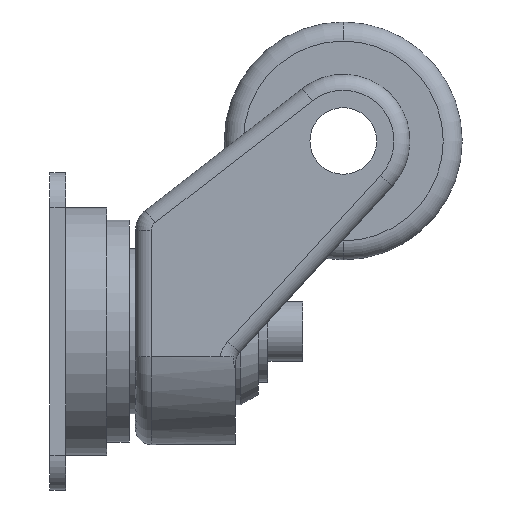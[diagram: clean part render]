
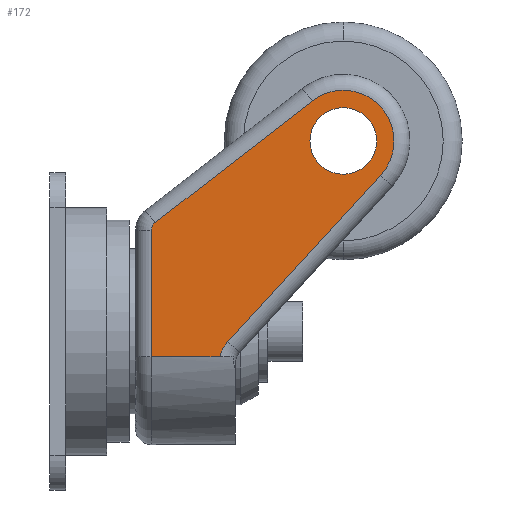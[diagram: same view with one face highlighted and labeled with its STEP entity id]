
A CAD part, left-side view. The second image highlights one B-rep face of the part: STEP entity #172.
In plain terms, the highlighted planar face has unit normal (-1, 0, 0).
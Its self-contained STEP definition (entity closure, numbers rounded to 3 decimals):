
#78 = EDGE_CURVE ( 'NONE', #100, #96, #443, .T. ) ;
#96 = VERTEX_POINT ( 'NONE', #529 ) ;
#100 = VERTEX_POINT ( 'NONE', #497 ) ;
#150 = EDGE_CURVE ( 'NONE', #2478, #2463, #614, .T. ) ;
#160 = ORIENTED_EDGE ( 'NONE', *, *, #150, .T. ) ;
#164 = EDGE_LOOP ( 'NONE', ( #2668, #165, #2674, #2703, #200, #2707, #2679 ) ) ;
#165 = ORIENTED_EDGE ( 'NONE', *, *, #2694, .T. ) ;
#168 = ORIENTED_EDGE ( 'NONE', *, *, #2476, .T. ) ;
#170 = EDGE_LOOP ( 'NONE', ( #160, #168 ) ) ;
#172 = ADVANCED_FACE ( 'NONE', ( #613, #637 ), #636, .F. ) ;
#200 = ORIENTED_EDGE ( 'NONE', *, *, #2725, .T. ) ;
#443 = LINE ( 'NONE', #496, #495 ) ;
#494 = DIRECTION ( 'NONE',  ( 0., 1., 0. ) ) ;
#495 = VECTOR ( 'NONE', #494, 1000. ) ;
#496 = CARTESIAN_POINT ( 'NONE',  ( -36.95, -58.5, -8. ) ) ;
#497 = CARTESIAN_POINT ( 'NONE',  ( -36.95, -53.692, -8. ) ) ;
#529 = CARTESIAN_POINT ( 'NONE',  ( -36.95, -32., -8. ) ) ;
#561 = AXIS2_PLACEMENT_3D ( 'NONE', #653, #624, #623 ) ;
#599 = DIRECTION ( 'NONE',  ( 0., 0., -1. ) ) ;
#600 = DIRECTION ( 'NONE',  ( 1., 0., 0. ) ) ;
#602 = AXIS2_PLACEMENT_3D ( 'NONE', #618, #600, #599 ) ;
#613 = FACE_BOUND ( 'NONE', #170, .T. ) ;
#614 = CIRCLE ( 'NONE', #602, 10.5 ) ;
#618 = CARTESIAN_POINT ( 'NONE',  ( -36.95, -92.5, 60. ) ) ;
#623 = DIRECTION ( 'NONE',  ( 0., 0., -1. ) ) ;
#624 = DIRECTION ( 'NONE',  ( 1., 0., 0. ) ) ;
#636 = PLANE ( 'NONE',  #561 ) ;
#637 = FACE_OUTER_BOUND ( 'NONE', #164, .T. ) ;
#653 = CARTESIAN_POINT ( 'NONE',  ( -36.95, -92.5, 60. ) ) ;
#1241 = CIRCLE ( 'NONE', #1288, 10.5 ) ;
#1264 = CARTESIAN_POINT ( 'NONE',  ( -36.95, -92.5, 70.5 ) ) ;
#1276 = DIRECTION ( 'NONE',  ( 0., 0., -1. ) ) ;
#1277 = DIRECTION ( 'NONE',  ( 1., 0., 0. ) ) ;
#1285 = CARTESIAN_POINT ( 'NONE',  ( -36.95, -92.5, 60. ) ) ;
#1288 = AXIS2_PLACEMENT_3D ( 'NONE', #1285, #1277, #1276 ) ;
#1444 = CARTESIAN_POINT ( 'NONE',  ( -36.95, -92.5, 49.5 ) ) ;
#1674 = CARTESIAN_POINT ( 'NONE',  ( -36.95, -56.139, -3.181 ) ) ;
#1705 = DIRECTION ( 'NONE',  ( 0., -0.677, 0.736 ) ) ;
#1706 = VECTOR ( 'NONE', #1705, 1000. ) ;
#1707 = CARTESIAN_POINT ( 'NONE',  ( -36.95, -104.278, 49.17 ) ) ;
#1708 = LINE ( 'NONE', #1707, #1706 ) ;
#1725 = AXIS2_PLACEMENT_3D ( 'NONE', #1731, #1730, #1729 ) ;
#1729 = DIRECTION ( 'NONE',  ( 0., 0., -1. ) ) ;
#1730 = DIRECTION ( 'NONE',  ( 1., 0., 0. ) ) ;
#1731 = CARTESIAN_POINT ( 'NONE',  ( -36.95, -63.5, -9.949 ) ) ;
#1735 = CIRCLE ( 'NONE', #1725, 10. ) ;
#1748 = CARTESIAN_POINT ( 'NONE',  ( -36.95, -33.159, 34.154 ) ) ;
#1767 = DIRECTION ( 'NONE',  ( 0., 0., -1. ) ) ;
#1768 = DIRECTION ( 'NONE',  ( -1., 0., 0. ) ) ;
#1769 = CARTESIAN_POINT ( 'NONE',  ( -36.95, -35., 31.785 ) ) ;
#1771 = CARTESIAN_POINT ( 'NONE',  ( -36.95, -32., 60. ) ) ;
#1772 = LINE ( 'NONE', #1771, #1825 ) ;
#1776 = AXIS2_PLACEMENT_3D ( 'NONE', #1769, #1768, #1767 ) ;
#1778 = CIRCLE ( 'NONE', #1776, 3. ) ;
#1784 = CARTESIAN_POINT ( 'NONE',  ( -36.95, -104.278, 49.17 ) ) ;
#1785 = DIRECTION ( 'NONE',  ( 0., 0., -1. ) ) ;
#1786 = DIRECTION ( 'NONE',  ( -1., 0., 0. ) ) ;
#1787 = CARTESIAN_POINT ( 'NONE',  ( -36.95, -92.5, 60. ) ) ;
#1788 = AXIS2_PLACEMENT_3D ( 'NONE', #1787, #1786, #1785 ) ;
#1796 = CARTESIAN_POINT ( 'NONE',  ( -36.95, -82.683, 72.634 ) ) ;
#1797 = CIRCLE ( 'NONE', #1788, 16. ) ;
#1799 = LINE ( 'NONE', #1853, #1852 ) ;
#1806 = CARTESIAN_POINT ( 'NONE',  ( -36.95, -32., 31.785 ) ) ;
#1824 = DIRECTION ( 'NONE',  ( 0., 0., -1. ) ) ;
#1825 = VECTOR ( 'NONE', #1824, 1000. ) ;
#1851 = DIRECTION ( 'NONE',  ( 0., 0.79, -0.614 ) ) ;
#1852 = VECTOR ( 'NONE', #1851, 1000. ) ;
#1853 = CARTESIAN_POINT ( 'NONE',  ( -36.95, -33.159, 34.154 ) ) ;
#2463 = VERTEX_POINT ( 'NONE', #1264 ) ;
#2476 = EDGE_CURVE ( 'NONE', #2463, #2478, #1241, .T. ) ;
#2478 = VERTEX_POINT ( 'NONE', #1444 ) ;
#2668 = ORIENTED_EDGE ( 'NONE', *, *, #78, .F. ) ;
#2669 = VERTEX_POINT ( 'NONE', #1674 ) ;
#2673 = EDGE_CURVE ( 'NONE', #2669, #2700, #1708, .T. ) ;
#2674 = ORIENTED_EDGE ( 'NONE', *, *, #2673, .T. ) ;
#2679 = ORIENTED_EDGE ( 'NONE', *, *, #2710, .T. ) ;
#2686 = VERTEX_POINT ( 'NONE', #1748 ) ;
#2694 = EDGE_CURVE ( 'NONE', #100, #2669, #1735, .T. ) ;
#2697 = VERTEX_POINT ( 'NONE', #1796 ) ;
#2698 = EDGE_CURVE ( 'NONE', #2700, #2697, #1797, .T. ) ;
#2700 = VERTEX_POINT ( 'NONE', #1784 ) ;
#2703 = ORIENTED_EDGE ( 'NONE', *, *, #2698, .T. ) ;
#2707 = ORIENTED_EDGE ( 'NONE', *, *, #2708, .T. ) ;
#2708 = EDGE_CURVE ( 'NONE', #2686, #2722, #1778, .T. ) ;
#2710 = EDGE_CURVE ( 'NONE', #2722, #96, #1772, .T. ) ;
#2722 = VERTEX_POINT ( 'NONE', #1806 ) ;
#2725 = EDGE_CURVE ( 'NONE', #2697, #2686, #1799, .T. ) ;
